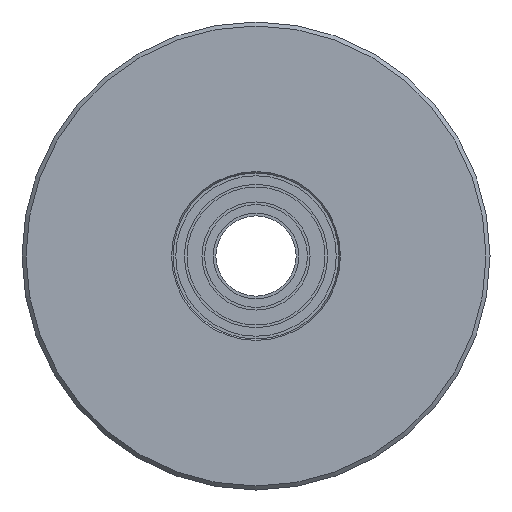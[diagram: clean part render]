
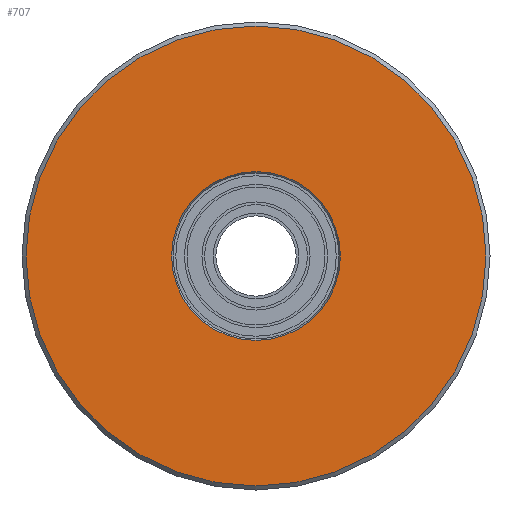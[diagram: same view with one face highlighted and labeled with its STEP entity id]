
A CAD part, left-side view. The second image highlights one B-rep face of the part: STEP entity #707.
In plain terms, the highlighted planar face has unit normal (-1, 0, 0).
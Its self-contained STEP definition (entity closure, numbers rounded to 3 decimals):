
#4 = CIRCLE ( 'NONE', #290, 31.577 ) ;
#8 = EDGE_LOOP ( 'NONE', ( #261 ) ) ;
#43 = DIRECTION ( 'NONE',  ( 0., 0., -1. ) ) ;
#55 = DIRECTION ( 'NONE',  ( 1., 0., 0. ) ) ;
#143 = CARTESIAN_POINT ( 'NONE',  ( -26., 0., 0. ) ) ;
#184 = CIRCLE ( 'NONE', #597, 86. ) ;
#256 = CARTESIAN_POINT ( 'NONE',  ( -26., 0., -86. ) ) ;
#261 = ORIENTED_EDGE ( 'NONE', *, *, #299, .T. ) ;
#290 = AXIS2_PLACEMENT_3D ( 'NONE', #143, #55, #43 ) ;
#299 = EDGE_CURVE ( 'NONE', #746, #746, #4, .T. ) ;
#319 = FACE_BOUND ( 'NONE', #8, .T. ) ;
#327 = AXIS2_PLACEMENT_3D ( 'NONE', #373, #456, #1123 ) ;
#373 = CARTESIAN_POINT ( 'NONE',  ( -26., 31., 0. ) ) ;
#417 = CARTESIAN_POINT ( 'NONE',  ( -26., 0., 0. ) ) ;
#456 = DIRECTION ( 'NONE',  ( 1., 0., 0. ) ) ;
#597 = AXIS2_PLACEMENT_3D ( 'NONE', #417, #801, #902 ) ;
#707 = ADVANCED_FACE ( 'NONE', ( #319, #958 ), #926, .F. ) ;
#746 = VERTEX_POINT ( 'NONE', #813 ) ;
#801 = DIRECTION ( 'NONE',  ( -1., 0., 0. ) ) ;
#813 = CARTESIAN_POINT ( 'NONE',  ( -26., 0., -31.577 ) ) ;
#902 = DIRECTION ( 'NONE',  ( 0., 0., -1. ) ) ;
#911 = EDGE_LOOP ( 'NONE', ( #1023 ) ) ;
#926 = PLANE ( 'NONE',  #327 ) ;
#958 = FACE_OUTER_BOUND ( 'NONE', #911, .T. ) ;
#1023 = ORIENTED_EDGE ( 'NONE', *, *, #1040, .T. ) ;
#1040 = EDGE_CURVE ( 'NONE', #1170, #1170, #184, .T. ) ;
#1123 = DIRECTION ( 'NONE',  ( 0., 0., -1. ) ) ;
#1170 = VERTEX_POINT ( 'NONE', #256 ) ;
